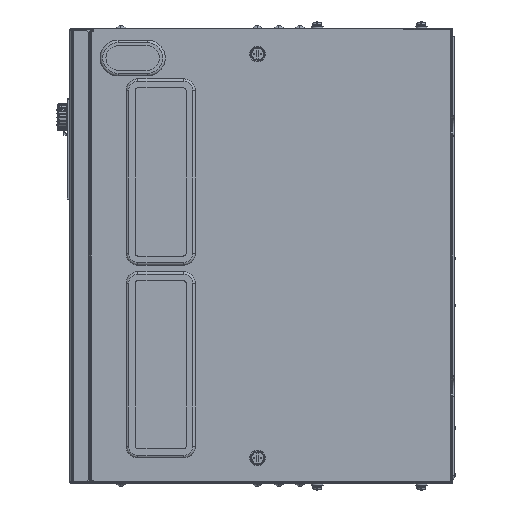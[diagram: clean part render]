
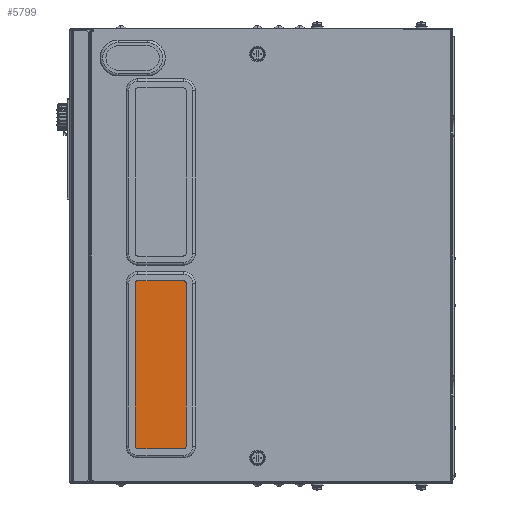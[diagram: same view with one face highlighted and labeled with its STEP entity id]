
A CAD part, left-side view. The second image highlights one B-rep face of the part: STEP entity #5799.
In plain terms, the highlighted planar face has unit normal (-1, 0, 0).
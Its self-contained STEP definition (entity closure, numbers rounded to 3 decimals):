
#1147 = VERTEX_POINT ( 'NONE', #40300 ) ;
#1177 = ORIENTED_EDGE ( 'NONE', *, *, #70989, .F. ) ;
#1238 = CARTESIAN_POINT ( 'NONE',  ( -242., 203.6, -146. ) ) ;
#1895 = VERTEX_POINT ( 'NONE', #77978 ) ;
#3625 = DIRECTION ( 'NONE',  ( 0., 0., -1. ) ) ;
#4889 = CARTESIAN_POINT ( 'NONE',  ( -242., 205.6, -146. ) ) ;
#5327 = FACE_OUTER_BOUND ( 'NONE', #17479, .T. ) ;
#5799 = ADVANCED_FACE ( 'NONE', ( #5327 ), #49733, .F. ) ;
#7791 = ORIENTED_EDGE ( 'NONE', *, *, #23350, .F. ) ;
#8496 = VECTOR ( 'NONE', #14574, 1000. ) ;
#9184 = DIRECTION ( 'NONE',  ( 0., -1., 0. ) ) ;
#9227 = CARTESIAN_POINT ( 'NONE',  ( -242., 203.6, -146. ) ) ;
#9381 = VERTEX_POINT ( 'NONE', #28511 ) ;
#9445 = ORIENTED_EDGE ( 'NONE', *, *, #61010, .F. ) ;
#13145 = DIRECTION ( 'NONE',  ( 0., 1., 0. ) ) ;
#13968 = AXIS2_PLACEMENT_3D ( 'NONE', #56673, #67906, #41641 ) ;
#14574 = DIRECTION ( 'NONE',  ( 0., 0., 1. ) ) ;
#15649 = LINE ( 'NONE', #68202, #80605 ) ;
#17479 = EDGE_LOOP ( 'NONE', ( #1177, #29021, #7791, #30028, #77213, #83759, #9445, #33432 ) ) ;
#17776 = DIRECTION ( 'NONE',  ( -1., 0., 0. ) ) ;
#17824 = DIRECTION ( 'NONE',  ( 1., 0., 0. ) ) ;
#19562 = AXIS2_PLACEMENT_3D ( 'NONE', #56567, #17776, #70761 ) ;
#21917 = EDGE_CURVE ( 'NONE', #30067, #59261, #80435, .T. ) ;
#23350 = EDGE_CURVE ( 'NONE', #49651, #26332, #15649, .T. ) ;
#25047 = CIRCLE ( 'NONE', #19562, 2. ) ;
#26332 = VERTEX_POINT ( 'NONE', #72138 ) ;
#28511 = CARTESIAN_POINT ( 'NONE',  ( -242., 242.6, -21. ) ) ;
#29021 = ORIENTED_EDGE ( 'NONE', *, *, #32216, .T. ) ;
#29152 = AXIS2_PLACEMENT_3D ( 'NONE', #57451, #17824, #77247 ) ;
#30028 = ORIENTED_EDGE ( 'NONE', *, *, #31771, .T. ) ;
#30067 = VERTEX_POINT ( 'NONE', #35354 ) ;
#30532 = EDGE_CURVE ( 'NONE', #69089, #9381, #53762, .T. ) ;
#31168 = DIRECTION ( 'NONE',  ( -1., 0., 0. ) ) ;
#31771 = EDGE_CURVE ( 'NONE', #49651, #9381, #51097, .T. ) ;
#32216 = EDGE_CURVE ( 'NONE', #1895, #26332, #25047, .T. ) ;
#33432 = ORIENTED_EDGE ( 'NONE', *, *, #21917, .T. ) ;
#33805 = LINE ( 'NONE', #73410, #67301 ) ;
#35354 = CARTESIAN_POINT ( 'NONE',  ( -242., 205.6, -148. ) ) ;
#37160 = CARTESIAN_POINT ( 'NONE',  ( -242., 240.6, -19. ) ) ;
#38062 = DIRECTION ( 'NONE',  ( 0., 0., -1. ) ) ;
#40300 = CARTESIAN_POINT ( 'NONE',  ( -242., 240.6, -148. ) ) ;
#40981 = CIRCLE ( 'NONE', #72687, 2. ) ;
#41641 = DIRECTION ( 'NONE',  ( 0., 0., -1. ) ) ;
#46904 = CARTESIAN_POINT ( 'NONE',  ( -242., 242.6, -21. ) ) ;
#48890 = CARTESIAN_POINT ( 'NONE',  ( -242., 240.6, -146. ) ) ;
#49651 = VERTEX_POINT ( 'NONE', #37160 ) ;
#49733 = PLANE ( 'NONE',  #29152 ) ;
#51097 = CIRCLE ( 'NONE', #13968, 2. ) ;
#53762 = LINE ( 'NONE', #46904, #8496 ) ;
#55340 = VECTOR ( 'NONE', #3625, 1000. ) ;
#56567 = CARTESIAN_POINT ( 'NONE',  ( -242., 205.6, -21. ) ) ;
#56673 = CARTESIAN_POINT ( 'NONE',  ( -242., 240.6, -21. ) ) ;
#57451 = CARTESIAN_POINT ( 'NONE',  ( -242., 155.578, 174.4 ) ) ;
#59261 = VERTEX_POINT ( 'NONE', #1238 ) ;
#61010 = EDGE_CURVE ( 'NONE', #30067, #1147, #33805, .T. ) ;
#67301 = VECTOR ( 'NONE', #13145, 1000. ) ;
#67906 = DIRECTION ( 'NONE',  ( -1., 0., 0. ) ) ;
#68202 = CARTESIAN_POINT ( 'NONE',  ( -242., 205.6, -19. ) ) ;
#68241 = LINE ( 'NONE', #9227, #55340 ) ;
#69089 = VERTEX_POINT ( 'NONE', #76558 ) ;
#70761 = DIRECTION ( 'NONE',  ( 0., 0., -1. ) ) ;
#70989 = EDGE_CURVE ( 'NONE', #1895, #59261, #68241, .T. ) ;
#72138 = CARTESIAN_POINT ( 'NONE',  ( -242., 205.6, -19. ) ) ;
#72687 = AXIS2_PLACEMENT_3D ( 'NONE', #48890, #79561, #72691 ) ;
#72691 = DIRECTION ( 'NONE',  ( 0., 0., -1. ) ) ;
#73410 = CARTESIAN_POINT ( 'NONE',  ( -242., 240.6, -148. ) ) ;
#76558 = CARTESIAN_POINT ( 'NONE',  ( -242., 242.6, -146. ) ) ;
#77213 = ORIENTED_EDGE ( 'NONE', *, *, #30532, .F. ) ;
#77247 = DIRECTION ( 'NONE',  ( 0., 1., 0. ) ) ;
#77978 = CARTESIAN_POINT ( 'NONE',  ( -242., 203.6, -21. ) ) ;
#79132 = EDGE_CURVE ( 'NONE', #69089, #1147, #40981, .T. ) ;
#79561 = DIRECTION ( 'NONE',  ( -1., 0., 0. ) ) ;
#80435 = CIRCLE ( 'NONE', #83195, 2. ) ;
#80605 = VECTOR ( 'NONE', #9184, 1000. ) ;
#83195 = AXIS2_PLACEMENT_3D ( 'NONE', #4889, #31168, #38062 ) ;
#83759 = ORIENTED_EDGE ( 'NONE', *, *, #79132, .T. ) ;
